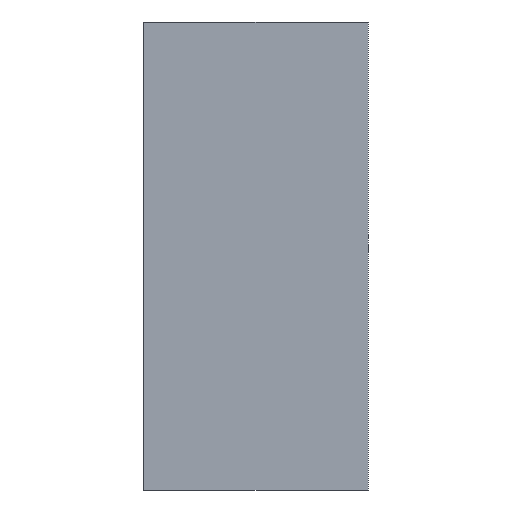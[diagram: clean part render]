
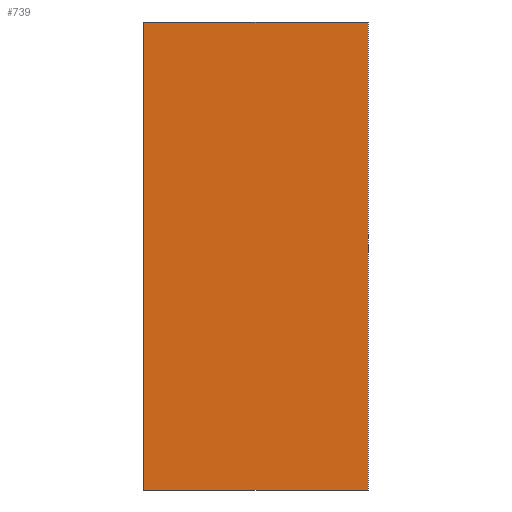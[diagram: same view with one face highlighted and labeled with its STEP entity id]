
A CAD part, left-side view. The second image highlights one B-rep face of the part: STEP entity #739.
In plain terms, the highlighted planar face has unit normal (-1, 0, 0).
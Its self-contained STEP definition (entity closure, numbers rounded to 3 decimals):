
#34 = DIRECTION ( 'NONE',  ( 1., 0., 0. ) ) ;
#38 = VECTOR ( 'NONE', #738, 1000. ) ;
#68 = ORIENTED_EDGE ( 'NONE', *, *, #168, .F. ) ;
#122 = VECTOR ( 'NONE', #930, 1000. ) ;
#132 = FACE_OUTER_BOUND ( 'NONE', #294, .T. ) ;
#168 = EDGE_CURVE ( 'NONE', #667, #677, #389, .T. ) ;
#176 = VECTOR ( 'NONE', #876, 1000. ) ;
#179 = DIRECTION ( 'NONE',  ( 0., 0., -1. ) ) ;
#276 = VECTOR ( 'NONE', #536, 1000. ) ;
#294 = EDGE_LOOP ( 'NONE', ( #582, #68, #415, #537 ) ) ;
#296 = CARTESIAN_POINT ( 'NONE',  ( -1., 0., -0.625 ) ) ;
#322 = EDGE_CURVE ( 'NONE', #414, #650, #489, .T. ) ;
#323 = CARTESIAN_POINT ( 'NONE',  ( -1., 0., 0.625 ) ) ;
#328 = CARTESIAN_POINT ( 'NONE',  ( -1., 0.6, 0.625 ) ) ;
#389 = LINE ( 'NONE', #482, #122 ) ;
#414 = VERTEX_POINT ( 'NONE', #433 ) ;
#415 = ORIENTED_EDGE ( 'NONE', *, *, #420, .F. ) ;
#420 = EDGE_CURVE ( 'NONE', #414, #667, #450, .T. ) ;
#433 = CARTESIAN_POINT ( 'NONE',  ( -1., 0.6, 0.625 ) ) ;
#438 = EDGE_CURVE ( 'NONE', #650, #677, #514, .T. ) ;
#450 = LINE ( 'NONE', #580, #176 ) ;
#482 = CARTESIAN_POINT ( 'NONE',  ( -1., 0., 0.625 ) ) ;
#489 = LINE ( 'NONE', #328, #276 ) ;
#514 = LINE ( 'NONE', #296, #38 ) ;
#536 = DIRECTION ( 'NONE',  ( 0., 0., -1. ) ) ;
#537 = ORIENTED_EDGE ( 'NONE', *, *, #322, .T. ) ;
#545 = AXIS2_PLACEMENT_3D ( 'NONE', #707, #34, #179 ) ;
#580 = CARTESIAN_POINT ( 'NONE',  ( -1., 0., 0.625 ) ) ;
#582 = ORIENTED_EDGE ( 'NONE', *, *, #438, .T. ) ;
#650 = VERTEX_POINT ( 'NONE', #691 ) ;
#667 = VERTEX_POINT ( 'NONE', #323 ) ;
#677 = VERTEX_POINT ( 'NONE', #758 ) ;
#691 = CARTESIAN_POINT ( 'NONE',  ( -1., 0.6, -0.625 ) ) ;
#707 = CARTESIAN_POINT ( 'NONE',  ( -1., 0., 0.625 ) ) ;
#738 = DIRECTION ( 'NONE',  ( 0., -1., 0. ) ) ;
#739 = ADVANCED_FACE ( 'NONE', ( #132 ), #840, .F. ) ;
#758 = CARTESIAN_POINT ( 'NONE',  ( -1., 0., -0.625 ) ) ;
#840 = PLANE ( 'NONE',  #545 ) ;
#876 = DIRECTION ( 'NONE',  ( 0., -1., 0. ) ) ;
#930 = DIRECTION ( 'NONE',  ( 0., 0., -1. ) ) ;
